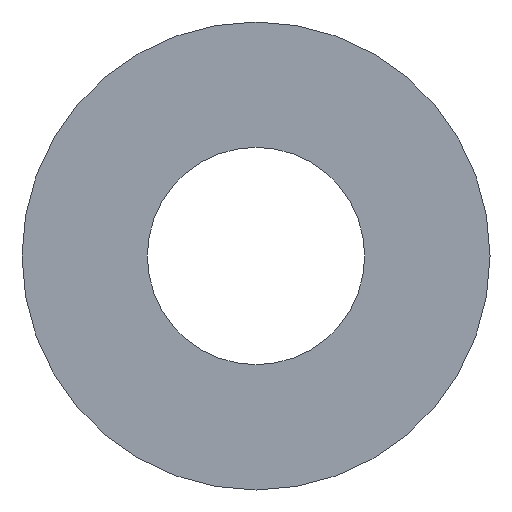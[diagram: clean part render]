
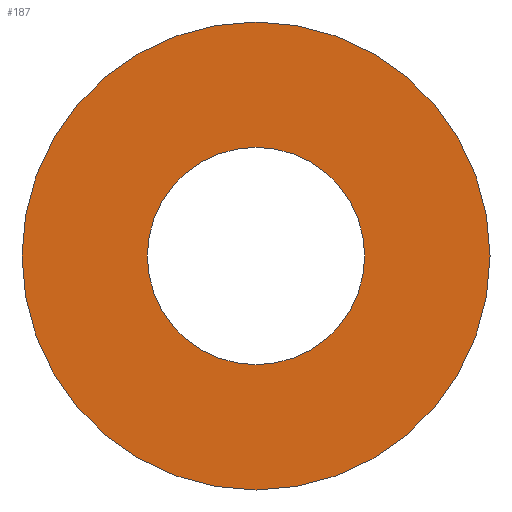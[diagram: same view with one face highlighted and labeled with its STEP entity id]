
A CAD part, front view. The second image highlights one B-rep face of the part: STEP entity #187.
In plain terms, the highlighted planar face has unit normal (0, -1, 0).
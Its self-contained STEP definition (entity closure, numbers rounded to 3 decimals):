
#2 = ORIENTED_EDGE ( 'NONE', *, *, #245, .F. ) ;
#10 = CARTESIAN_POINT ( 'NONE',  ( 0., 0., 7. ) ) ;
#19 = CIRCLE ( 'NONE', #68, 3.25 ) ;
#32 = FACE_OUTER_BOUND ( 'NONE', #79, .T. ) ;
#33 = EDGE_CURVE ( 'NONE', #146, #67, #124, .T. ) ;
#37 = PLANE ( 'NONE',  #188 ) ;
#45 = ORIENTED_EDGE ( 'NONE', *, *, #181, .T. ) ;
#53 = DIRECTION ( 'NONE',  ( 0., 0., 1. ) ) ;
#63 = CARTESIAN_POINT ( 'NONE',  ( 0., 0., 0. ) ) ;
#67 = VERTEX_POINT ( 'NONE', #200 ) ;
#68 = AXIS2_PLACEMENT_3D ( 'NONE', #134, #233, #131 ) ;
#70 = ORIENTED_EDGE ( 'NONE', *, *, #238, .T. ) ;
#75 = VERTEX_POINT ( 'NONE', #77 ) ;
#77 = CARTESIAN_POINT ( 'NONE',  ( 0., 0., 3.25 ) ) ;
#79 = EDGE_LOOP ( 'NONE', ( #2, #117 ) ) ;
#80 = DIRECTION ( 'NONE',  ( 0., 1., 0. ) ) ;
#97 = AXIS2_PLACEMENT_3D ( 'NONE', #250, #157, #232 ) ;
#112 = FACE_BOUND ( 'NONE', #136, .T. ) ;
#117 = ORIENTED_EDGE ( 'NONE', *, *, #33, .F. ) ;
#119 = AXIS2_PLACEMENT_3D ( 'NONE', #163, #235, #53 ) ;
#124 = CIRCLE ( 'NONE', #119, 7. ) ;
#130 = VERTEX_POINT ( 'NONE', #240 ) ;
#131 = DIRECTION ( 'NONE',  ( 0., 0., 1. ) ) ;
#134 = CARTESIAN_POINT ( 'NONE',  ( 0., 0., 0. ) ) ;
#136 = EDGE_LOOP ( 'NONE', ( #45, #70 ) ) ;
#143 = DIRECTION ( 'NONE',  ( 0., 0., 1. ) ) ;
#146 = VERTEX_POINT ( 'NONE', #10 ) ;
#157 = DIRECTION ( 'NONE',  ( 0., 1., 0. ) ) ;
#159 = AXIS2_PLACEMENT_3D ( 'NONE', #63, #80, #143 ) ;
#163 = CARTESIAN_POINT ( 'NONE',  ( 0., 0., 0. ) ) ;
#181 = EDGE_CURVE ( 'NONE', #130, #75, #256, .T. ) ;
#186 = DIRECTION ( 'NONE',  ( 0., 1., 0. ) ) ;
#187 = ADVANCED_FACE ( 'NONE', ( #32, #112 ), #37, .F. ) ;
#188 = AXIS2_PLACEMENT_3D ( 'NONE', #260, #186, #241 ) ;
#200 = CARTESIAN_POINT ( 'NONE',  ( 0., 0., -7. ) ) ;
#209 = CIRCLE ( 'NONE', #97, 7. ) ;
#232 = DIRECTION ( 'NONE',  ( 0., 0., 1. ) ) ;
#233 = DIRECTION ( 'NONE',  ( 0., 1., 0. ) ) ;
#235 = DIRECTION ( 'NONE',  ( 0., 1., 0. ) ) ;
#238 = EDGE_CURVE ( 'NONE', #75, #130, #19, .T. ) ;
#240 = CARTESIAN_POINT ( 'NONE',  ( 0., 0., -3.25 ) ) ;
#241 = DIRECTION ( 'NONE',  ( 0., 0., 1. ) ) ;
#245 = EDGE_CURVE ( 'NONE', #67, #146, #209, .T. ) ;
#250 = CARTESIAN_POINT ( 'NONE',  ( 0., 0., 0. ) ) ;
#256 = CIRCLE ( 'NONE', #159, 3.25 ) ;
#260 = CARTESIAN_POINT ( 'NONE',  ( 0., 0., 0. ) ) ;
